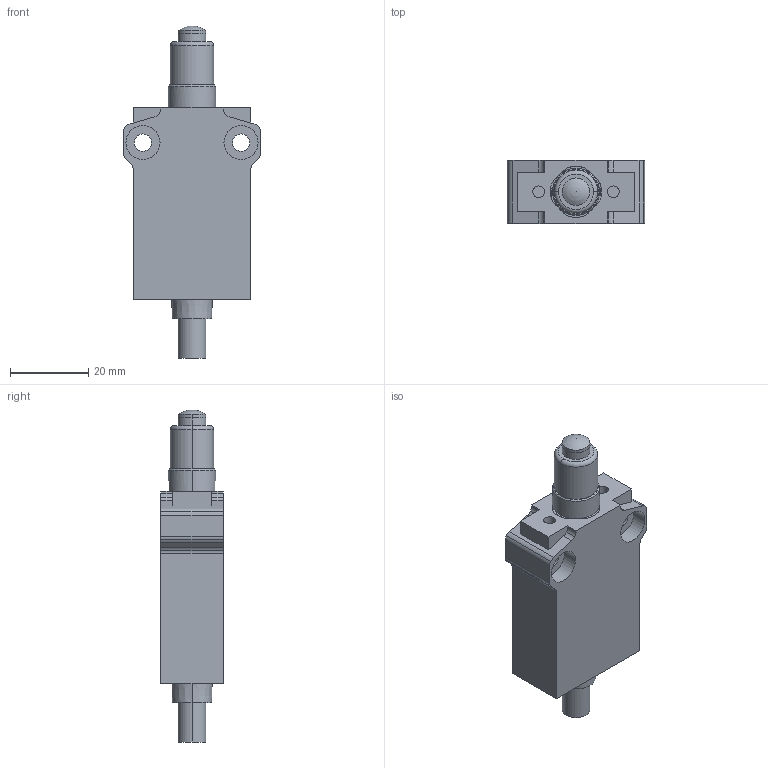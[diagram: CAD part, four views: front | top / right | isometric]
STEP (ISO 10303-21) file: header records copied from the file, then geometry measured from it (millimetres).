
FILE_DESCRIPTION (( 'STEP AP214' ), '1' );
FILE_NAME ('AEP2G16Z11-1.step', '2019-09-05T21:10:06', ( '' ), ( '' ), 'SwSTEP 2.0', 'SolidWorks 2018', '' );
FILE_SCHEMA (( 'AUTOMOTIVE_DESIGN' ));
Length unit declared in the file: inch
Products named in the file (1): AEP2G16Z11-1
Bounding box: 35 x 16 x 84.6 mm (x, y, z)
Surface area: 8914.9 mm2 (no closed solid volume)
Topology: 0 solids, 3 shells, 131 faces, 330 edges, 217 vertices
Faces by surface type: cylinder 67, plane 52, cone 9, torus 2, sphere 1
Entity records: 5717 total; most frequent: DIRECTION 742, CARTESIAN_POINT 690, ORIENTED_EDGE 649, EDGE_CURVE 327, AXIS2_PLACEMENT_3D 291, VERTEX_POINT 215, LINE 160, VECTOR 160
